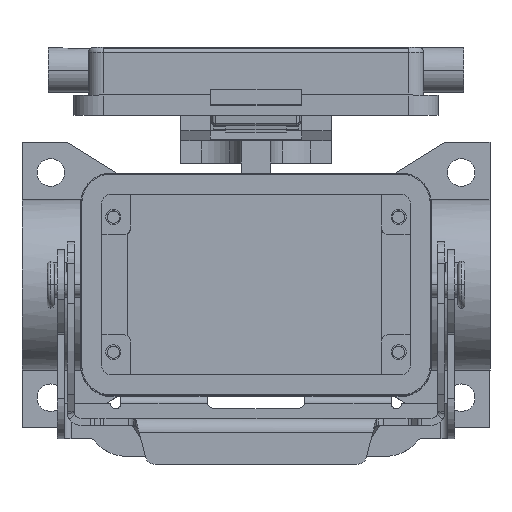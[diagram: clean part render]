
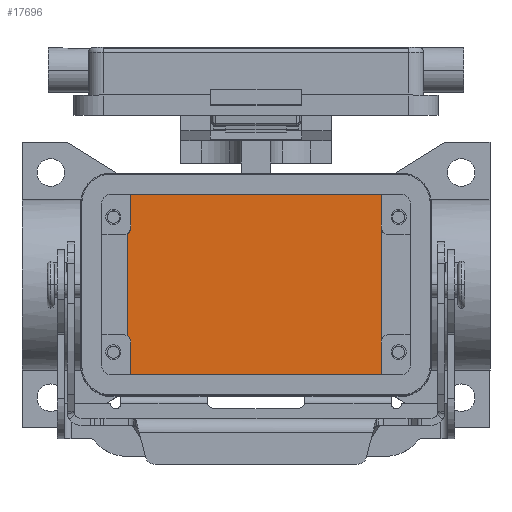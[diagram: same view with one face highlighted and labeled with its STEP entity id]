
A CAD part, top view. The second image highlights one B-rep face of the part: STEP entity #17696.
In plain terms, the highlighted planar face has unit normal (0, 0, 1).
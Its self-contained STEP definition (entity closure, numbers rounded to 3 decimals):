
#17623=CARTESIAN_POINT('',(0.,0.,-62.0));
#17624=DIRECTION('',(0.0,0.0,1.0));
#17625=DIRECTION('',(1.0,0.0,0.0));
#17626=AXIS2_PLACEMENT_3D('',#17623,#17624,#17625);
#17627=PLANE('',#17626);
#17628=CARTESIAN_POINT('',(-25.75,10.201,-62.0));
#17629=VERTEX_POINT('',#17628);
#17630=CARTESIAN_POINT('',(-25.75,-10.201,-62.0));
#17631=VERTEX_POINT('',#17630);
#17632=CARTESIAN_POINT('',(-25.75,10.201,-62.0));
#17633=DIRECTION('',(0.0,-1.0,0.0));
#17634=VECTOR('',#17633,20.402);
#17635=LINE('',#17632,#17634);
#17636=EDGE_CURVE('',#17629,#17631,#17635,.T.);
#17637=ORIENTED_EDGE('',*,*,#17636,.T.);
#17638=CARTESIAN_POINT('',(-25.0,-11.5,-62.));
#17639=VERTEX_POINT('',#17638);
#17640=CARTESIAN_POINT('',(-26.5,-11.5,-62.0));
#17641=DIRECTION('',(0.0,0.0,-1.0));
#17642=DIRECTION('',(-1.0,0.0,0.0));
#17643=AXIS2_PLACEMENT_3D('',#17640,#17641,#17642);
#17644=CIRCLE('',#17643,1.5);
#17645=EDGE_CURVE('',#17631,#17639,#17644,.T.);
#17646=ORIENTED_EDGE('',*,*,#17645,.T.);
#17647=CARTESIAN_POINT('',(-25.0,-18.25,-62.));
#17648=VERTEX_POINT('',#17647);
#17649=CARTESIAN_POINT('',(-25.0,-11.5,-62.));
#17650=DIRECTION('',(0.0,-1.0,0.0));
#17651=VECTOR('',#17650,6.75);
#17652=LINE('',#17649,#17651);
#17653=EDGE_CURVE('',#17639,#17648,#17652,.T.);
#17654=ORIENTED_EDGE('',*,*,#17653,.T.);
#17655=CARTESIAN_POINT('',(25.0,-18.25,-62.));
#17656=VERTEX_POINT('',#17655);
#17657=CARTESIAN_POINT('',(-25.0,-18.25,-62.));
#17658=DIRECTION('',(1.0,0.0,0.0));
#17659=VECTOR('',#17658,50.0);
#17660=LINE('',#17657,#17659);
#17661=EDGE_CURVE('',#17648,#17656,#17660,.T.);
#17662=ORIENTED_EDGE('',*,*,#17661,.T.);
#17663=CARTESIAN_POINT('',(25.,18.25,-62.));
#17664=VERTEX_POINT('',#17663);
#17665=CARTESIAN_POINT('',(25.0,-18.25,-62.));
#17666=DIRECTION('',(0.0,1.0,0.0));
#17667=VECTOR('',#17666,36.5);
#17668=LINE('',#17665,#17667);
#17669=EDGE_CURVE('',#17656,#17664,#17668,.T.);
#17670=ORIENTED_EDGE('',*,*,#17669,.T.);
#17671=CARTESIAN_POINT('',(-25.0,18.25,-62.));
#17672=VERTEX_POINT('',#17671);
#17673=CARTESIAN_POINT('',(25.,18.25,-62.));
#17674=DIRECTION('',(-1.0,0.0,0.0));
#17675=VECTOR('',#17674,50.);
#17676=LINE('',#17673,#17675);
#17677=EDGE_CURVE('',#17664,#17672,#17676,.T.);
#17678=ORIENTED_EDGE('',*,*,#17677,.T.);
#17679=CARTESIAN_POINT('',(-25.,11.5,-62.));
#17680=VERTEX_POINT('',#17679);
#17681=CARTESIAN_POINT('',(-25.0,18.25,-62.));
#17682=DIRECTION('',(0.0,-1.0,0.0));
#17683=VECTOR('',#17682,6.75);
#17684=LINE('',#17681,#17683);
#17685=EDGE_CURVE('',#17672,#17680,#17684,.T.);
#17686=ORIENTED_EDGE('',*,*,#17685,.T.);
#17687=CARTESIAN_POINT('',(-26.5,11.5,-62.0));
#17688=DIRECTION('',(0.0,0.0,-1.0));
#17689=DIRECTION('',(0.0,-1.0,0.0));
#17690=AXIS2_PLACEMENT_3D('',#17687,#17688,#17689);
#17691=CIRCLE('',#17690,1.5);
#17692=EDGE_CURVE('',#17680,#17629,#17691,.T.);
#17693=ORIENTED_EDGE('',*,*,#17692,.T.);
#17694=EDGE_LOOP('',(#17637,#17646,#17654,#17662,#17670,#17678,#17686,#17693));
#17695=FACE_OUTER_BOUND('',#17694,.T.);
#17696=ADVANCED_FACE('',(#17695),#17627,.T.);
